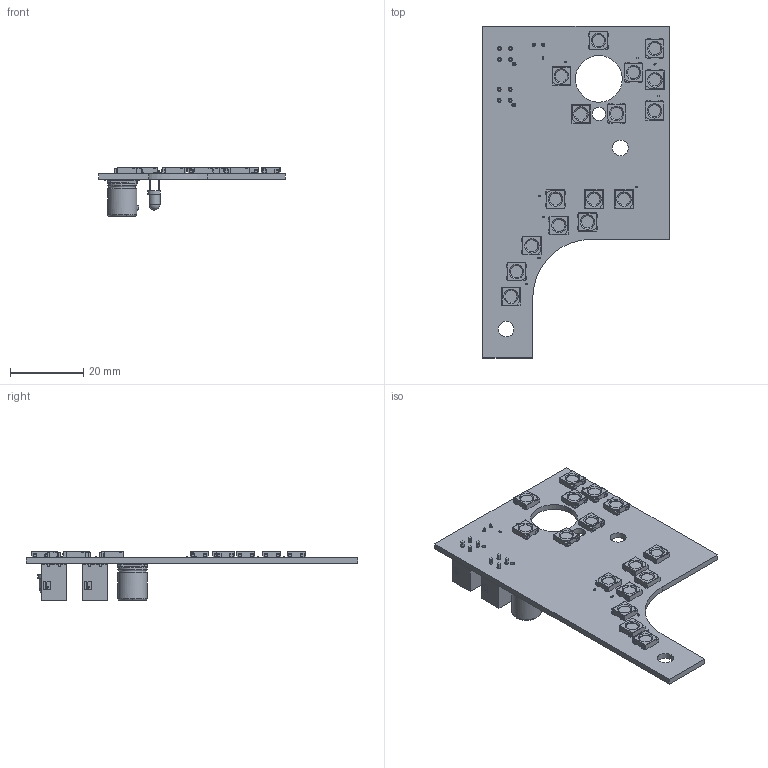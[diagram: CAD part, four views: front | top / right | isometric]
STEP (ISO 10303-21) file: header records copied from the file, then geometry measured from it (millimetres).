
FILE_DESCRIPTION(('KiCad electronic assembly'),'2;1');
FILE_NAME('OBOGS Panel PCB V1.step','2020-10-27T16:22:05',('An Author'), ('A Company'),'Open CASCADE STEP processor 6.9', 'KiCad to STEP converter','Unknown');
FILE_SCHEMA(('AUTOMOTIVE_DESIGN { 1 0 10303 214 1 1 1 1 }'));
Length unit declared in the file: millimetre
Products named in the file (14): Open CASCADE STEP translator 6.9 1; C_0201_0603Metric; SOLID; CP_Elec_8x10; LED_D3.0mm; R_0201_0603Metric; 2068320402; COMPOUND; LED_WS2812B_PLCC4_5.0x5.0mm_P3.2mm
Assembly tree (37 placements, depth 3):
  Open CASCADE STEP translator 6.9 1
    C_0201_0603Metric  x9
      SOLID
    CP_Elec_8x10
      SOLID
    LED_D3.0mm
      SOLID
    R_0201_0603Metric
      SOLID
    2068320402  x2
      COMPOUND
    LED_WS2812B_PLCC4_5.0x5.0mm_P3.2mm  x16
      SOLID
    COMPOUND
Bounding box: 50.8 x 90.42 x 13.35 mm (x, y, z)
Volume: 6855.3 mm3; surface area: 10649.9 mm2
Topology: 31 solids, 31 shells, 1782 faces, 5013 edges, 3303 vertices
Faces by surface type: plane 1239, cylinder 505, cone 20, bspline 12, torus 4, revolution 1, sphere 1
Full cylindrical faces by diameter (mm): 0.9 x2, 1.016 x10, 3 x1, 3.333 x16, 3.572 x1, 4.305 x2, 8 x2, 12.7 x1
Entity records: 28095 total; most frequent: CARTESIAN_POINT 5214, DIRECTION 3806, LINE 2591, VECTOR 2591, ORIENTED_EDGE 1974, PCURVE 1974, DEFINITIONAL_REPRESENTATION 1974, EDGE_CURVE 987
